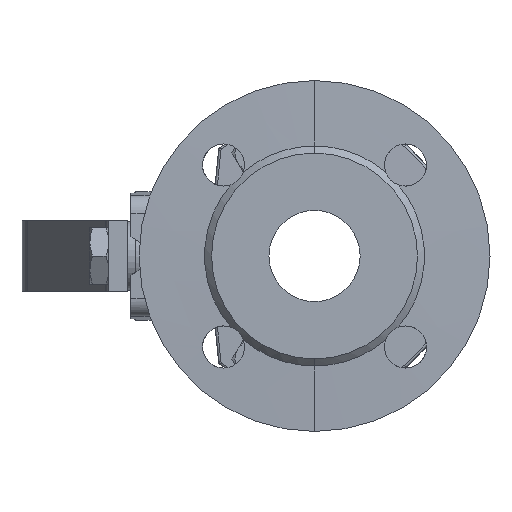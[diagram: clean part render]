
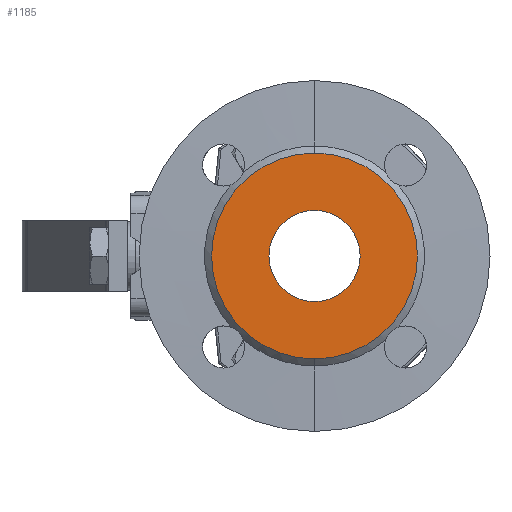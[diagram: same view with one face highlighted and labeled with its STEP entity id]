
A CAD part, left-side view. The second image highlights one B-rep face of the part: STEP entity #1185.
In plain terms, the highlighted planar face has unit normal (-1, 0, 0).
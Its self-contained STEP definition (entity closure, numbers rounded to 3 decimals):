
#86 = EDGE_CURVE ( 'NONE', #40549, #40548, #5807, .T. ) ;
#1185 = ADVANCED_FACE ( 'NONE', ( #9299, #9303 ), #9343, .T. ) ;
#1188 = EDGE_LOOP ( 'NONE', ( #1190, #1297 ) ) ;
#1190 = ORIENTED_EDGE ( 'NONE', *, *, #47551, .T. ) ;
#1297 = ORIENTED_EDGE ( 'NONE', *, *, #1298, .T. ) ;
#1298 = EDGE_CURVE ( 'NONE', #47420, #47410, #9776, .T. ) ;
#1301 = EDGE_LOOP ( 'NONE', ( #1303, #1305 ) ) ;
#1303 = ORIENTED_EDGE ( 'NONE', *, *, #86, .T. ) ;
#1305 = ORIENTED_EDGE ( 'NONE', *, *, #40547, .T. ) ;
#5803 = DIRECTION ( 'NONE',  ( 0., 0., 1. ) ) ;
#5804 = DIRECTION ( 'NONE',  ( -1., 0., 0. ) ) ;
#5805 = CARTESIAN_POINT ( 'NONE',  ( -85., 0., 0. ) ) ;
#5806 = AXIS2_PLACEMENT_3D ( 'NONE', #5805, #5804, #5803 ) ;
#5807 = CIRCLE ( 'NONE', #5806, 44. ) ;
#9299 = FACE_BOUND ( 'NONE', #1188, .T. ) ;
#9303 = FACE_OUTER_BOUND ( 'NONE', #1301, .T. ) ;
#9325 = DIRECTION ( 'NONE',  ( 0., 0., 1. ) ) ;
#9327 = DIRECTION ( 'NONE',  ( -1., 0., 0. ) ) ;
#9328 = CARTESIAN_POINT ( 'NONE',  ( -85., 19.5, 0. ) ) ;
#9330 = AXIS2_PLACEMENT_3D ( 'NONE', #9328, #9327, #9325 ) ;
#9343 = PLANE ( 'NONE',  #9330 ) ;
#9767 = DIRECTION ( 'NONE',  ( 0., 0., -1. ) ) ;
#9768 = DIRECTION ( 'NONE',  ( 1., 0., 0. ) ) ;
#9769 = CARTESIAN_POINT ( 'NONE',  ( -85., 0., 0. ) ) ;
#9770 = AXIS2_PLACEMENT_3D ( 'NONE', #9769, #9768, #9767 ) ;
#9776 = CIRCLE ( 'NONE', #9770, 19.5 ) ;
#38921 = CARTESIAN_POINT ( 'NONE',  ( -85., 0., -44. ) ) ;
#38922 = CARTESIAN_POINT ( 'NONE',  ( -85., 0., 44. ) ) ;
#38923 = DIRECTION ( 'NONE',  ( 0., 0., 1. ) ) ;
#38924 = DIRECTION ( 'NONE',  ( -1., 0., 0. ) ) ;
#38925 = CARTESIAN_POINT ( 'NONE',  ( -85., 0., 0. ) ) ;
#38926 = AXIS2_PLACEMENT_3D ( 'NONE', #38925, #38924, #38923 ) ;
#38927 = CIRCLE ( 'NONE', #38926, 44. ) ;
#39851 = CARTESIAN_POINT ( 'NONE',  ( -85., 0., -19.5 ) ) ;
#39856 = CARTESIAN_POINT ( 'NONE',  ( -85., 0., 19.5 ) ) ;
#40547 = EDGE_CURVE ( 'NONE', #40548, #40549, #38927, .T. ) ;
#40548 = VERTEX_POINT ( 'NONE', #38922 ) ;
#40549 = VERTEX_POINT ( 'NONE', #38921 ) ;
#40738 = DIRECTION ( 'NONE',  ( 0., 0., -1. ) ) ;
#40739 = DIRECTION ( 'NONE',  ( 1., 0., 0. ) ) ;
#40740 = CARTESIAN_POINT ( 'NONE',  ( -85., 0., 0. ) ) ;
#40741 = AXIS2_PLACEMENT_3D ( 'NONE', #40740, #40739, #40738 ) ;
#40745 = CIRCLE ( 'NONE', #40741, 19.5 ) ;
#47410 = VERTEX_POINT ( 'NONE', #39856 ) ;
#47420 = VERTEX_POINT ( 'NONE', #39851 ) ;
#47551 = EDGE_CURVE ( 'NONE', #47410, #47420, #40745, .T. ) ;
